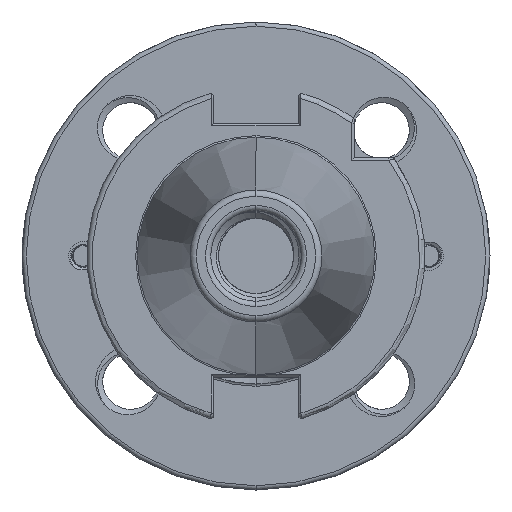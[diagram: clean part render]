
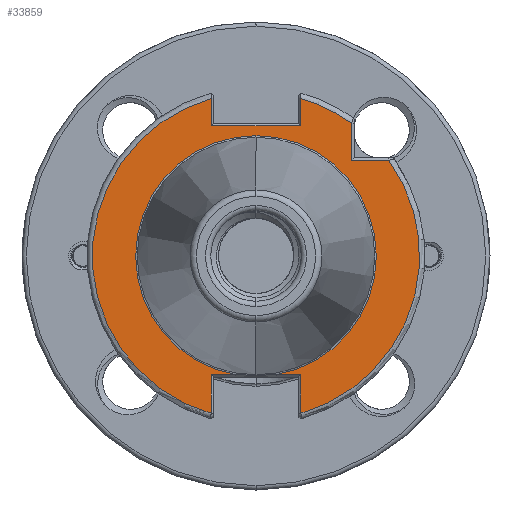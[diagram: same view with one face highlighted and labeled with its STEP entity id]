
A CAD part, left-side view. The second image highlights one B-rep face of the part: STEP entity #33859.
In plain terms, the highlighted planar face has unit normal (-1, 0, 0).
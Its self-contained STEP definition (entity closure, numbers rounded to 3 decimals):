
#6331 = CARTESIAN_POINT ( 'NONE',  ( 0., 22.692, 0. ) ) ;
#6333 = DIRECTION ( 'NONE',  ( 1., 0., 0. ) ) ;
#6339 = DIRECTION ( 'NONE',  ( 0., 0., -1. ) ) ;
#6353 = PLANE ( 'NONE',  #22745 ) ;
#7833 = EDGE_CURVE ( 'NONE', #19232, #19484, #33444, .T. ) ;
#13211 = CARTESIAN_POINT ( 'NONE',  ( 0., 8.05, 24.5 ) ) ;
#13221 = CARTESIAN_POINT ( 'NONE',  ( 0., -8.335, 25. ) ) ;
#13244 = DIRECTION ( 'NONE',  ( 0., 0., -1. ) ) ;
#13303 = DIRECTION ( 'NONE',  ( 0., 1., 0. ) ) ;
#13769 = CARTESIAN_POINT ( 'NONE',  ( 0., 8.451, 0. ) ) ;
#13816 = DIRECTION ( 'NONE',  ( 0., 0., 1. ) ) ;
#13967 = DIRECTION ( 'NONE',  ( 0., 0., 1. ) ) ;
#13975 = CARTESIAN_POINT ( 'NONE',  ( 0., 8.335, 29.704 ) ) ;
#13977 = CARTESIAN_POINT ( 'NONE',  ( 0., -18.5, 18. ) ) ;
#13983 = CARTESIAN_POINT ( 'NONE',  ( 0., -18., 24.594 ) ) ;
#13998 = DIRECTION ( 'NONE',  ( 0., 1., 0. ) ) ;
#14013 = CARTESIAN_POINT ( 'NONE',  ( 0., 22.692, -22.3 ) ) ;
#14014 = DIRECTION ( 'NONE',  ( 0., -1., 0. ) ) ;
#14023 = CARTESIAN_POINT ( 'NONE',  ( 0., 0., 0. ) ) ;
#14027 = DIRECTION ( 'NONE',  ( 0., 0., 1. ) ) ;
#14043 = DIRECTION ( 'NONE',  ( -1., 0., 0. ) ) ;
#14054 = DIRECTION ( 'NONE',  ( 0., 0., -1. ) ) ;
#14088 = DIRECTION ( 'NONE',  ( 0., 0., -1. ) ) ;
#14089 = CARTESIAN_POINT ( 'NONE',  ( 0., 0., 0. ) ) ;
#14100 = DIRECTION ( 'NONE',  ( 1., 0., 0. ) ) ;
#14152 = CARTESIAN_POINT ( 'NONE',  ( 0., -8.451, 0. ) ) ;
#14157 = DIRECTION ( 'NONE',  ( 0., 0., -1. ) ) ;
#14164 = DIRECTION ( 'NONE',  ( 0., 0., -1. ) ) ;
#14168 = CARTESIAN_POINT ( 'NONE',  ( 0., 0., 0. ) ) ;
#14185 = DIRECTION ( 'NONE',  ( -1., 0., 0. ) ) ;
#14483 = CARTESIAN_POINT ( 'NONE',  ( 0., 0., 0. ) ) ;
#14485 = DIRECTION ( 'NONE',  ( -1., 0., 0. ) ) ;
#14487 = DIRECTION ( 'NONE',  ( 0., 0., -1. ) ) ;
#14488 = CARTESIAN_POINT ( 'NONE',  ( 0., 22.692, -22.3 ) ) ;
#14514 = DIRECTION ( 'NONE',  ( 0., -1., 0. ) ) ;
#17874 = FACE_OUTER_BOUND ( 'NONE', #26900, .T. ) ;
#19232 = VERTEX_POINT ( 'NONE', #21812 ) ;
#19484 = VERTEX_POINT ( 'NONE', #21875 ) ;
#21494 = CARTESIAN_POINT ( 'NONE',  ( 0., -24.962, 18. ) ) ;
#21590 = CARTESIAN_POINT ( 'NONE',  ( 0., -8.335, 24.5 ) ) ;
#21625 = CARTESIAN_POINT ( 'NONE',  ( 0., 8.451, -22.3 ) ) ;
#21626 = CARTESIAN_POINT ( 'NONE',  ( 0., 3.833, -22.3 ) ) ;
#21631 = CARTESIAN_POINT ( 'NONE',  ( 0., 8.451, -29.592 ) ) ;
#21646 = CARTESIAN_POINT ( 'NONE',  ( 0., 8.335, 29.625 ) ) ;
#21650 = CARTESIAN_POINT ( 'NONE',  ( 0., -8.335, 29.625 ) ) ;
#21673 = CARTESIAN_POINT ( 'NONE',  ( 0., -8.451, -22.3 ) ) ;
#21675 = CARTESIAN_POINT ( 'NONE',  ( 0., 8.335, 24.5 ) ) ;
#21701 = CARTESIAN_POINT ( 'NONE',  ( 0., -18., 24.962 ) ) ;
#21713 = CARTESIAN_POINT ( 'NONE',  ( 0., -8.451, -29.592 ) ) ;
#21812 = CARTESIAN_POINT ( 'NONE',  ( 0., 0., 22.627 ) ) ;
#21875 = CARTESIAN_POINT ( 'NONE',  ( 0., -3.833, -22.3 ) ) ;
#22745 = AXIS2_PLACEMENT_3D ( 'NONE', #6331, #6333, #6339 ) ;
#23118 = AXIS2_PLACEMENT_3D ( 'NONE', #14089, #14100, #14088 ) ;
#23131 = AXIS2_PLACEMENT_3D ( 'NONE', #14023, #14043, #14054 ) ;
#23134 = AXIS2_PLACEMENT_3D ( 'NONE', #14168, #14185, #14164 ) ;
#23144 = AXIS2_PLACEMENT_3D ( 'NONE', #14483, #14485, #14487 ) ;
#24259 = LINE ( 'NONE', #14013, #24298 ) ;
#24260 = VECTOR ( 'NONE', #14514, 1000. ) ;
#24269 = VECTOR ( 'NONE', #14027, 1000. ) ;
#24272 = LINE ( 'NONE', #13977, #24292 ) ;
#24279 = CIRCLE ( 'NONE', #23131, 30.775 ) ;
#24292 = VECTOR ( 'NONE', #13998, 1000. ) ;
#24293 = LINE ( 'NONE', #13983, #24269 ) ;
#24295 = CIRCLE ( 'NONE', #23144, 30.775 ) ;
#24298 = VECTOR ( 'NONE', #14014, 1000. ) ;
#24312 = LINE ( 'NONE', #14488, #24260 ) ;
#24330 = LINE ( 'NONE', #13769, #24356 ) ;
#24335 = VECTOR ( 'NONE', #13303, 1000. ) ;
#24337 = LINE ( 'NONE', #13221, #24355 ) ;
#24347 = CIRCLE ( 'NONE', #23134, 30.775 ) ;
#24348 = CIRCLE ( 'NONE', #23118, 22.627 ) ;
#24352 = LINE ( 'NONE', #14152, #24358 ) ;
#24353 = LINE ( 'NONE', #13975, #24379 ) ;
#24355 = VECTOR ( 'NONE', #13244, 1000. ) ;
#24356 = VECTOR ( 'NONE', #13816, 1000. ) ;
#24358 = VECTOR ( 'NONE', #14157, 1000. ) ;
#24361 = LINE ( 'NONE', #13211, #24335 ) ;
#24379 = VECTOR ( 'NONE', #13967, 1000. ) ;
#26900 = EDGE_LOOP ( 'NONE', ( #30780, #30754, #30826, #30747, #30778, #30814, #30809, #30846, #30709, #30800, #30746, #30808, #30811, #30804 ) ) ;
#30709 = ORIENTED_EDGE ( 'NONE', *, *, #38075, .T. ) ;
#30746 = ORIENTED_EDGE ( 'NONE', *, *, #7833, .T. ) ;
#30747 = ORIENTED_EDGE ( 'NONE', *, *, #38169, .T. ) ;
#30754 = ORIENTED_EDGE ( 'NONE', *, *, #38076, .T. ) ;
#30778 = ORIENTED_EDGE ( 'NONE', *, *, #38167, .T. ) ;
#30780 = ORIENTED_EDGE ( 'NONE', *, *, #38071, .T. ) ;
#30800 = ORIENTED_EDGE ( 'NONE', *, *, #38096, .T. ) ;
#30804 = ORIENTED_EDGE ( 'NONE', *, *, #38116, .T. ) ;
#30808 = ORIENTED_EDGE ( 'NONE', *, *, #38048, .T. ) ;
#30809 = ORIENTED_EDGE ( 'NONE', *, *, #38057, .T. ) ;
#30811 = ORIENTED_EDGE ( 'NONE', *, *, #38104, .T. ) ;
#30814 = ORIENTED_EDGE ( 'NONE', *, *, #38159, .T. ) ;
#30826 = ORIENTED_EDGE ( 'NONE', *, *, #38083, .T. ) ;
#30846 = ORIENTED_EDGE ( 'NONE', *, *, #38149, .T. ) ;
#31592 = VERTEX_POINT ( 'NONE', #21494 ) ;
#33444 = CIRCLE ( 'NONE', #38629, 22.627 ) ;
#33577 = VERTEX_POINT ( 'NONE', #21625 ) ;
#33579 = VERTEX_POINT ( 'NONE', #21631 ) ;
#33581 = VERTEX_POINT ( 'NONE', #21590 ) ;
#33583 = VERTEX_POINT ( 'NONE', #21646 ) ;
#33585 = VERTEX_POINT ( 'NONE', #21626 ) ;
#33593 = VERTEX_POINT ( 'NONE', #21650 ) ;
#33594 = VERTEX_POINT ( 'NONE', #21675 ) ;
#33604 = VERTEX_POINT ( 'NONE', #21713 ) ;
#33606 = VERTEX_POINT ( 'NONE', #21701 ) ;
#33608 = VERTEX_POINT ( 'NONE', #21673 ) ;
#33859 = ADVANCED_FACE ( 'NONE', ( #17874 ), #6353, .F. ) ;
#38048 = EDGE_CURVE ( 'NONE', #19484, #33608, #24312, .T. ) ;
#38057 = EDGE_CURVE ( 'NONE', #33583, #33579, #24295, .T. ) ;
#38071 = EDGE_CURVE ( 'NONE', #31592, #40370, #24272, .T. ) ;
#38075 = EDGE_CURVE ( 'NONE', #33577, #33585, #24259, .T. ) ;
#38076 = EDGE_CURVE ( 'NONE', #40370, #33606, #24293, .T. ) ;
#38083 = EDGE_CURVE ( 'NONE', #33606, #33593, #24279, .T. ) ;
#38096 = EDGE_CURVE ( 'NONE', #33585, #19232, #24348, .T. ) ;
#38104 = EDGE_CURVE ( 'NONE', #33608, #33604, #24352, .T. ) ;
#38116 = EDGE_CURVE ( 'NONE', #33604, #31592, #24347, .T. ) ;
#38149 = EDGE_CURVE ( 'NONE', #33579, #33577, #24330, .T. ) ;
#38159 = EDGE_CURVE ( 'NONE', #33594, #33583, #24353, .T. ) ;
#38167 = EDGE_CURVE ( 'NONE', #33581, #33594, #24361, .T. ) ;
#38169 = EDGE_CURVE ( 'NONE', #33593, #33581, #24337, .T. ) ;
#38629 = AXIS2_PLACEMENT_3D ( 'NONE', #38750, #38739, #38737 ) ;
#38737 = DIRECTION ( 'NONE',  ( 0., 0., -1. ) ) ;
#38739 = DIRECTION ( 'NONE',  ( 1., 0., 0. ) ) ;
#38750 = CARTESIAN_POINT ( 'NONE',  ( 0., 0., 0. ) ) ;
#39870 = CARTESIAN_POINT ( 'NONE',  ( 0., -18., 18. ) ) ;
#40370 = VERTEX_POINT ( 'NONE', #39870 ) ;
